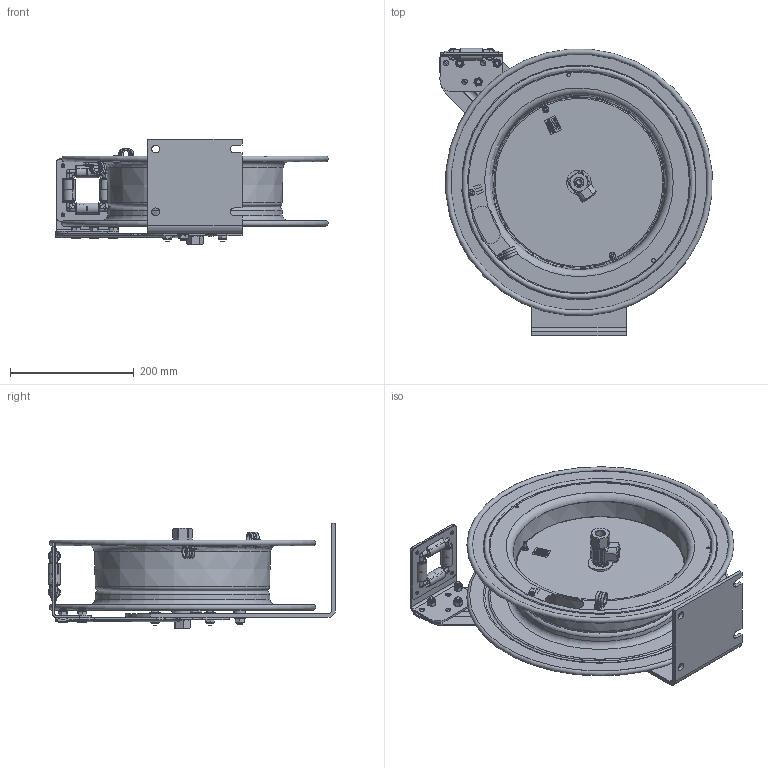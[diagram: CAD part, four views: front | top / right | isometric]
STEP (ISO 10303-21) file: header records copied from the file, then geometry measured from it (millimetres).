
FILE_DESCRIPTION(/* description */ (''),/* implementation_level */ '2;1');
FILE_NAME(/* name */ 'P-LP-335_SHARED.stp',/* time_stamp */ '2020-01-20T11:49:39-07:00',/* author */ ('NMelton'),/* organization */ (''),/* preprocessor_version */ 'ST-DEVELOPER v17',/* originating_system */ 'Autodesk Inventor 2019',/* authorisation */ '');
FILE_SCHEMA (('AUTOMOTIVE_DESIGN { 1 0 10303 214 3 1 1 }'));
Products named in the file (1): P-LP-335_SHARED
Bounding box: 439.96 x 464.36 x 170.69 mm (x, y, z)
Surface area: 1029798.2 mm2 (no closed solid volume)
Topology: 0 solids, 125 shells, 2195 faces, 10173 edges, 7810 vertices
Faces by surface type: plane 1171, cylinder 391, bspline 390, cone 142, torus 64, sphere 37
Full cylindrical faces by diameter (mm): 2.159 x2, 2.54 x1, 3.048 x1, 3.962 x2, 4.699 x4, 4.826 x6, 5.182 x2, 5.556 x1, 5.588 x5, 6.35 x5, 7.938 x3, 8.636 x3, 8.731 x4, 8.89 x1, 11.43 x3, 12.192 x7, 12.7 x2, 14.859 x1, 15.875 x1, 17.882 x1, 19.05 x5, 20.574 x1, 28.575 x1, 34.925 x1, 35.052 x1, 39.624 x1
Entity records: 109881 total; most frequent: CARTESIAN_POINT 33075, ORIENTED_EDGE 14538, DIRECTION 12885, EDGE_CURVE 10128, VERTEX_POINT 7810, LINE 5893, VECTOR 5893, AXIS2_PLACEMENT_3D 3496
